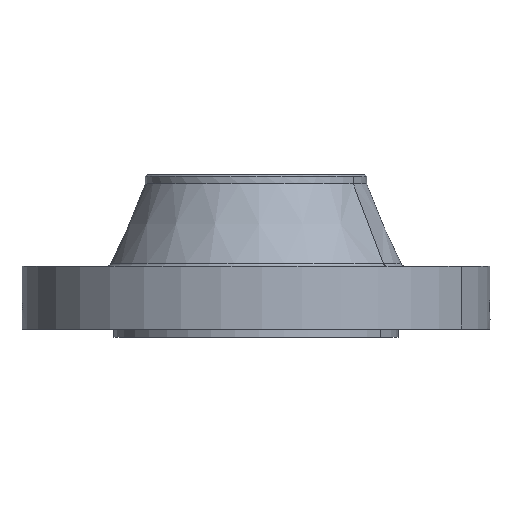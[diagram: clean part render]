
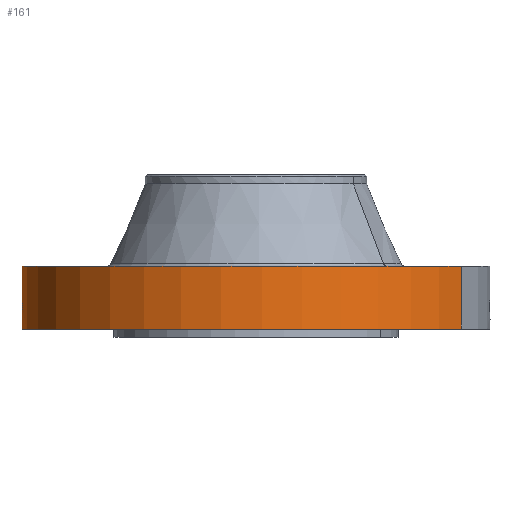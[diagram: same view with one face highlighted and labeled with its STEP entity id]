
A CAD part, left-side view. The second image highlights one B-rep face of the part: STEP entity #161.
In plain terms, the highlighted cylindrical face has radius 177.8 mm (diameter 355.6 mm), a partial arc.
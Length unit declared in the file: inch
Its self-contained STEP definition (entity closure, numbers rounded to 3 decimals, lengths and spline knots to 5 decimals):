
#38=AXIS2_PLACEMENT_3D('Cylinder Axis2P3D',#35,#36,#37) ;
#42=AXIS2_PLACEMENT_3D('Circle Axis2P3D',#40,#41,$) ;
#58=AXIS2_PLACEMENT_3D('Circle Axis2P3D',#56,#57,$) ;
#35=CARTESIAN_POINT('Axis2P3D Location',(0.,0.,2.435)) ;
#40=CARTESIAN_POINT('Axis2P3D Location',(0.,0.,0.25)) ;
#44=CARTESIAN_POINT('Vertex',(-3.35598,-6.14308,0.25)) ;
#46=CARTESIAN_POINT('Vertex',(3.35598,6.14308,0.25)) ;
#49=CARTESIAN_POINT('Line Origine',(-3.35598,-6.14308,1.19)) ;
#53=CARTESIAN_POINT('Vertex',(-3.35598,-6.14308,2.13)) ;
#56=CARTESIAN_POINT('Axis2P3D Location',(0.,0.,2.13)) ;
#60=CARTESIAN_POINT('Vertex',(3.35598,6.14308,2.13)) ;
#63=CARTESIAN_POINT('Line Origine',(3.35598,6.14308,1.19)) ;
#75=CARTESIAN_POINT('Control Point',(-0.06011,6.99974,1.28897)) ;
#76=CARTESIAN_POINT('Control Point',(-0.04051,6.99991,1.29235)) ;
#77=CARTESIAN_POINT('Control Point',(-0.02061,7.,1.29408)) ;
#78=CARTESIAN_POINT('Control Point',(-0.00072,7.,1.29412)) ;
#79=CARTESIAN_POINT('Vertex',(-0.0601,6.99974,1.28897)) ;
#81=CARTESIAN_POINT('Vertex',(-0.00072,7.,1.29412)) ;
#85=CARTESIAN_POINT('Control Point',(-0.0601,6.99974,1.28897)) ;
#86=CARTESIAN_POINT('Control Point',(-0.09875,6.99941,1.28388)) ;
#87=CARTESIAN_POINT('Control Point',(-0.13658,6.99875,1.27175)) ;
#88=CARTESIAN_POINT('Control Point',(-0.17127,6.9979,1.25354)) ;
#89=CARTESIAN_POINT('Vertex',(-0.17127,6.9979,1.25354)) ;
#93=CARTESIAN_POINT('Control Point',(-0.02986,6.99994,0.5311)) ;
#94=CARTESIAN_POINT('Control Point',(-0.08571,6.9997,0.53823)) ;
#95=CARTESIAN_POINT('Control Point',(-0.13995,6.99891,0.55585)) ;
#96=CARTESIAN_POINT('Control Point',(-0.18978,6.99765,0.58343)) ;
#97=CARTESIAN_POINT('Control Point',(-0.27885,6.99469,0.65642)) ;
#98=CARTESIAN_POINT('Control Point',(-0.33609,6.99199,0.75447)) ;
#99=CARTESIAN_POINT('Control Point',(-0.35584,6.99096,0.80907)) ;
#100=CARTESIAN_POINT('Control Point',(-0.3713,6.99015,0.89839)) ;
#101=CARTESIAN_POINT('Control Point',(-0.36201,6.99063,0.98688)) ;
#102=CARTESIAN_POINT('Control Point',(-0.35527,6.99099,1.01886)) ;
#103=CARTESIAN_POINT('Control Point',(-0.33031,6.99225,1.09625)) ;
#104=CARTESIAN_POINT('Control Point',(-0.28591,6.99424,1.16473)) ;
#105=CARTESIAN_POINT('Control Point',(-0.25276,6.99558,1.20111)) ;
#106=CARTESIAN_POINT('Control Point',(-0.21397,6.99686,1.23112)) ;
#107=CARTESIAN_POINT('Control Point',(-0.17127,6.9979,1.25354)) ;
#108=CARTESIAN_POINT('Vertex',(-0.02986,6.99994,0.5311)) ;
#112=CARTESIAN_POINT('Control Point',(-0.02986,6.99994,0.5311)) ;
#113=CARTESIAN_POINT('Control Point',(-0.0199,6.99998,0.53086)) ;
#114=CARTESIAN_POINT('Control Point',(-0.00994,7.,0.53095)) ;
#115=CARTESIAN_POINT('Control Point',(0.,7.,0.53137)) ;
#116=CARTESIAN_POINT('Vertex',(0.,7.,0.53137)) ;
#120=CARTESIAN_POINT('Control Point',(0.19367,6.99732,0.58549)) ;
#121=CARTESIAN_POINT('Control Point',(0.14941,6.99855,0.56092)) ;
#122=CARTESIAN_POINT('Control Point',(0.1012,6.99951,0.54339)) ;
#123=CARTESIAN_POINT('Control Point',(0.05084,7.,0.53353)) ;
#124=CARTESIAN_POINT('Control Point',(0.,7.,0.53137)) ;
#125=CARTESIAN_POINT('Vertex',(0.19367,6.99732,0.58549)) ;
#129=CARTESIAN_POINT('Control Point',(0.19367,6.99732,0.58549)) ;
#130=CARTESIAN_POINT('Control Point',(0.22297,6.99651,0.60176)) ;
#131=CARTESIAN_POINT('Control Point',(0.25064,6.99559,0.62091)) ;
#132=CARTESIAN_POINT('Control Point',(0.2763,6.99461,0.6428)) ;
#133=CARTESIAN_POINT('Control Point',(0.34381,6.99173,0.71377)) ;
#134=CARTESIAN_POINT('Control Point',(0.38745,6.98932,0.80303)) ;
#135=CARTESIAN_POINT('Control Point',(0.40313,6.98836,0.86716)) ;
#136=CARTESIAN_POINT('Control Point',(0.40481,6.98832,0.98122)) ;
#137=CARTESIAN_POINT('Control Point',(0.36532,6.99049,1.08586)) ;
#138=CARTESIAN_POINT('Control Point',(0.34132,6.99176,1.12727)) ;
#139=CARTESIAN_POINT('Control Point',(0.27204,6.99499,1.21246)) ;
#140=CARTESIAN_POINT('Control Point',(0.17825,6.99806,1.26805)) ;
#141=CARTESIAN_POINT('Control Point',(0.11987,6.99937,1.28842)) ;
#142=CARTESIAN_POINT('Control Point',(0.05948,7.,1.29707)) ;
#143=CARTESIAN_POINT('Control Point',(-0.00003,7.,1.29415)) ;
#144=CARTESIAN_POINT('Vertex',(-0.00003,7.,1.29415)) ;
#148=CARTESIAN_POINT('Control Point',(-0.00072,7.,1.29412)) ;
#149=CARTESIAN_POINT('Control Point',(-0.00037,7.,1.29414)) ;
#150=CARTESIAN_POINT('Control Point',(-0.00003,7.,1.29415)) ;
#36=DIRECTION('Axis2P3D Direction',(0.,0.,-0.039)) ;
#37=DIRECTION('Axis2P3D XDirection',(0.019,0.035,0.)) ;
#41=DIRECTION('Axis2P3D Direction',(0.,0.,-0.039)) ;
#50=DIRECTION('Vector Direction',(0.,0.,-0.039)) ;
#57=DIRECTION('Axis2P3D Direction',(0.,0.,-0.039)) ;
#64=DIRECTION('Vector Direction',(0.,0.,-0.039)) ;
#51=VECTOR('Line Direction',#50,0.03937) ;
#65=VECTOR('Line Direction',#64,0.03937) ;
#69=ORIENTED_EDGE('',*,*,#48,.F.) ;
#70=ORIENTED_EDGE('',*,*,#55,.T.) ;
#71=ORIENTED_EDGE('',*,*,#62,.T.) ;
#72=ORIENTED_EDGE('',*,*,#67,.F.) ;
#153=ORIENTED_EDGE('',*,*,#83,.F.) ;
#154=ORIENTED_EDGE('',*,*,#91,.T.) ;
#155=ORIENTED_EDGE('',*,*,#110,.F.) ;
#156=ORIENTED_EDGE('',*,*,#118,.T.) ;
#157=ORIENTED_EDGE('',*,*,#127,.F.) ;
#158=ORIENTED_EDGE('',*,*,#146,.T.) ;
#159=ORIENTED_EDGE('',*,*,#151,.F.) ;
#160=FACE_BOUND('',#152,.T.) ;
#161=ADVANCED_FACE('PartBody',(#73,#160),#39,.T.) ;
#74=B_SPLINE_CURVE_WITH_KNOTS('',3,(#75,#76,#77,#78),.UNSPECIFIED.,.F.,.U.,(4,4),(4.31418,6.52151),.UNSPECIFIED.) ;
#84=B_SPLINE_CURVE_WITH_KNOTS('',3,(#85,#86,#87,#88),.UNSPECIFIED.,.F.,.U.,(4,4),(0.,4.38071),.UNSPECIFIED.) ;
#92=B_SPLINE_CURVE_WITH_KNOTS('',5,(#93,#94,#95,#96,#97,#98,#99,#100,#101,#102,#103,#104,#105,#106,#107),.UNSPECIFIED.,.F.,.U.,(6,3,3,3,6),(0.,9.78564,20.11756,26.11926,35.10624),.UNSPECIFIED.) ;
#111=B_SPLINE_CURVE_WITH_KNOTS('',3,(#112,#113,#114,#115),.UNSPECIFIED.,.F.,.U.,(4,4),(0.,1.03879),.UNSPECIFIED.) ;
#119=B_SPLINE_CURVE_WITH_KNOTS('',4,(#120,#121,#122,#123,#124),.UNSPECIFIED.,.F.,.U.,(5,5),(0.,7.08398),.UNSPECIFIED.) ;
#128=B_SPLINE_CURVE_WITH_KNOTS('',5,(#129,#130,#131,#132,#133,#134,#135,#136,#137,#138,#139,#140,#141,#142,#143),.UNSPECIFIED.,.F.,.U.,(6,3,3,3,6),(0.,5.86052,17.04728,25.4476,36.57053),.UNSPECIFIED.) ;
#147=B_SPLINE_CURVE_WITH_KNOTS('',2,(#148,#149,#150),.UNSPECIFIED.,.F.,.U.,(3,3),(1.0618,1.08762),.UNSPECIFIED.) ;
#43=CIRCLE('generated circle',#42,7.) ;
#59=CIRCLE('generated circle',#58,7.) ;
#39=CYLINDRICAL_SURFACE('generated cylinder',#38,7.) ;
#48=EDGE_CURVE('',#45,#47,#43,.T.) ;
#55=EDGE_CURVE('',#45,#54,#52,.F.) ;
#62=EDGE_CURVE('',#54,#61,#59,.T.) ;
#67=EDGE_CURVE('',#47,#61,#66,.F.) ;
#83=EDGE_CURVE('',#80,#82,#74,.T.) ;
#91=EDGE_CURVE('',#80,#90,#84,.T.) ;
#110=EDGE_CURVE('',#109,#90,#92,.T.) ;
#118=EDGE_CURVE('',#109,#117,#111,.T.) ;
#127=EDGE_CURVE('',#126,#117,#119,.T.) ;
#146=EDGE_CURVE('',#126,#145,#128,.T.) ;
#151=EDGE_CURVE('',#82,#145,#147,.T.) ;
#68=EDGE_LOOP('',(#69,#70,#71,#72)) ;
#152=EDGE_LOOP('',(#153,#154,#155,#156,#157,#158,#159)) ;
#73=FACE_OUTER_BOUND('',#68,.T.) ;
#52=LINE('Line',#49,#51) ;
#66=LINE('Line',#63,#65) ;
#45=VERTEX_POINT('',#44) ;
#47=VERTEX_POINT('',#46) ;
#54=VERTEX_POINT('',#53) ;
#61=VERTEX_POINT('',#60) ;
#80=VERTEX_POINT('',#79) ;
#82=VERTEX_POINT('',#81) ;
#90=VERTEX_POINT('',#89) ;
#109=VERTEX_POINT('',#108) ;
#117=VERTEX_POINT('',#116) ;
#126=VERTEX_POINT('',#125) ;
#145=VERTEX_POINT('',#144) ;
